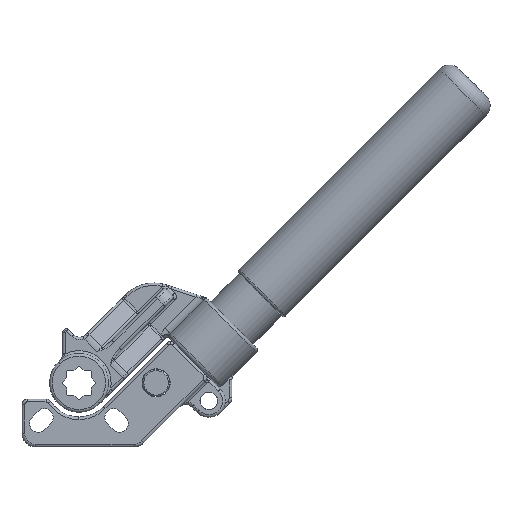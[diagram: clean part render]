
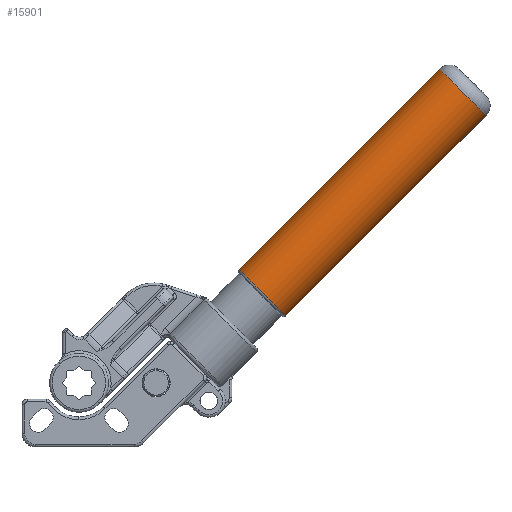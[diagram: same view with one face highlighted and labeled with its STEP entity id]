
A CAD part, front view. The second image highlights one B-rep face of the part: STEP entity #15901.
In plain terms, the highlighted cylindrical face has radius 12 mm (diameter 24 mm), a partial arc.
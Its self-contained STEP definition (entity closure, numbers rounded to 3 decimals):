
#917 = CIRCLE ( 'NONE', #18457, 12. ) ;
#965 = CIRCLE ( 'NONE', #18458, 12. ) ;
#1155 = LINE ( 'NONE', #2611, #1157 ) ;
#1156 = LINE ( 'NONE', #2632, #1159 ) ;
#1157 = VECTOR ( 'NONE', #2614, 1000. ) ;
#1159 = VECTOR ( 'NONE', #2634, 1000. ) ;
#1801 = CARTESIAN_POINT ( 'NONE',  ( 140.856, 10.55, 106.632 ) ) ;
#1802 = DIRECTION ( 'NONE',  ( -0.707, 0., -0.707 ) ) ;
#1803 = DIRECTION ( 'NONE',  ( -0.707, 0., 0.707 ) ) ;
#1805 = CARTESIAN_POINT ( 'NONE',  ( 67.317, 10.55, 33.093 ) ) ;
#1806 = DIRECTION ( 'NONE',  ( 0.707, 0., 0.707 ) ) ;
#1807 = DIRECTION ( 'NONE',  ( 0.707, 0., -0.707 ) ) ;
#2278 = CARTESIAN_POINT ( 'NONE',  ( 75.802, 10.55, 24.607 ) ) ;
#2279 = CARTESIAN_POINT ( 'NONE',  ( 58.831, 10.55, 41.578 ) ) ;
#2281 = CARTESIAN_POINT ( 'NONE',  ( 132.37, 10.55, 115.117 ) ) ;
#2297 = CARTESIAN_POINT ( 'NONE',  ( 149.341, 10.55, 98.146 ) ) ;
#2525 = EDGE_LOOP ( 'NONE', ( #5616, #5617, #5618, #5619 ) ) ;
#2611 = CARTESIAN_POINT ( 'NONE',  ( -669.623, 10.55, -720.818 ) ) ;
#2614 = DIRECTION ( 'NONE',  ( -0.707, 0., -0.707 ) ) ;
#2632 = CARTESIAN_POINT ( 'NONE',  ( -686.594, 10.55, -703.847 ) ) ;
#2634 = DIRECTION ( 'NONE',  ( -0.707, 0., -0.707 ) ) ;
#4487 = CARTESIAN_POINT ( 'NONE',  ( -678.108, 10.55, -712.332 ) ) ;
#4490 = DIRECTION ( 'NONE',  ( -0.707, 0., -0.707 ) ) ;
#4505 = DIRECTION ( 'NONE',  ( -0.707, 0., 0.707 ) ) ;
#5038 = AXIS2_PLACEMENT_3D ( 'NONE', #4487, #4490, #4505 ) ;
#5616 = ORIENTED_EDGE ( 'NONE', *, *, #15784, .F. ) ;
#5617 = ORIENTED_EDGE ( 'NONE', *, *, #6027, .T. ) ;
#5618 = ORIENTED_EDGE ( 'NONE', *, *, #15785, .T. ) ;
#5619 = ORIENTED_EDGE ( 'NONE', *, *, #6028, .T. ) ;
#6027 = EDGE_CURVE ( 'NONE', #14449, #14433, #917, .T. ) ;
#6028 = EDGE_CURVE ( 'NONE', #14431, #14430, #965, .T. ) ;
#6183 = FACE_OUTER_BOUND ( 'NONE', #2525, .T. ) ;
#6191 = CYLINDRICAL_SURFACE ( 'NONE', #5038, 12. ) ;
#14430 = VERTEX_POINT ( 'NONE', #2278 ) ;
#14431 = VERTEX_POINT ( 'NONE', #2279 ) ;
#14433 = VERTEX_POINT ( 'NONE', #2281 ) ;
#14449 = VERTEX_POINT ( 'NONE', #2297 ) ;
#15784 = EDGE_CURVE ( 'NONE', #14449, #14430, #1155, .T. ) ;
#15785 = EDGE_CURVE ( 'NONE', #14433, #14431, #1156, .T. ) ;
#15901 = ADVANCED_FACE ( 'NONE', ( #6183 ), #6191, .T. ) ;
#18457 = AXIS2_PLACEMENT_3D ( 'NONE', #1801, #1802, #1803 ) ;
#18458 = AXIS2_PLACEMENT_3D ( 'NONE', #1805, #1806, #1807 ) ;
